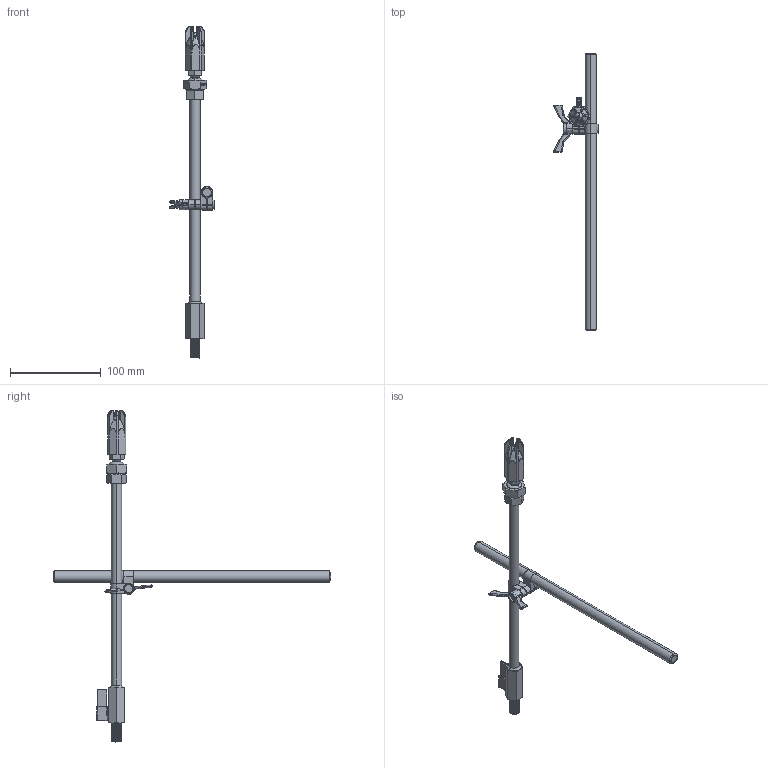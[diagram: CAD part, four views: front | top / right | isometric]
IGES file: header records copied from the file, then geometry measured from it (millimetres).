
Start section: SolidWorks IGES file using analytic representation for surfaces
Global section: file name: 19004A-47004AMF-SW.IGS; native system: SolidWorks 2020; preprocessor: SolidWorks 2020; author: andres; date: 230314.132805; units: inch
Bounding box: 49.2 x 304.8 x 364.94 mm (x, y, z)
Surface area: 50196.5 mm2 (no closed solid volume)
Topology: 0 solids, 0 shells, 799 faces, 10429 edges, 10405 vertices
Faces by surface type: bspline 515, revolution 284
